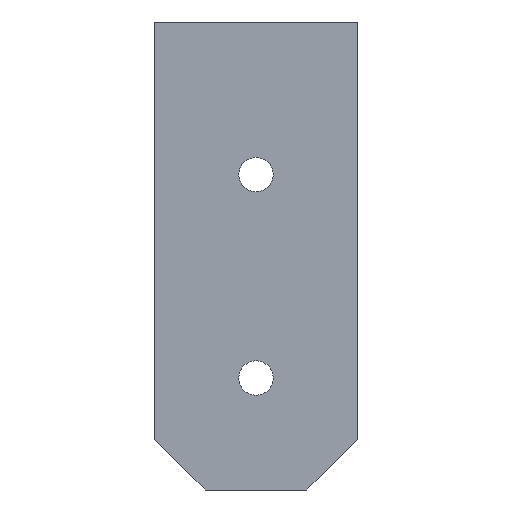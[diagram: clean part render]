
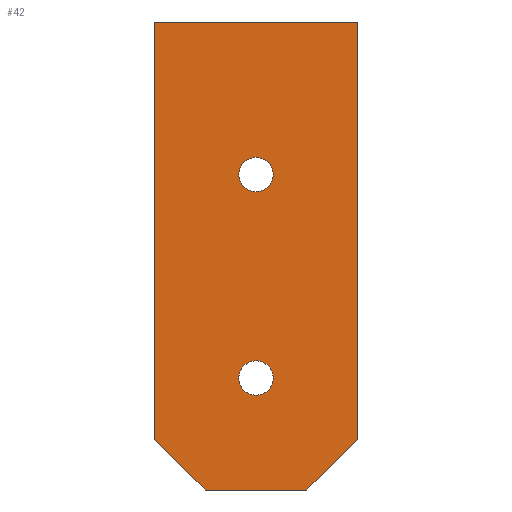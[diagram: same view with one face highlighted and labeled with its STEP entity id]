
A CAD part, front view. The second image highlights one B-rep face of the part: STEP entity #42.
In plain terms, the highlighted planar face has unit normal (0, -1, 0).
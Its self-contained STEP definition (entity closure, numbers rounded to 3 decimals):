
#42 = ADVANCED_FACE( '', ( #84, #85, #86 ), #87, .F. );
#84 = FACE_BOUND( '', #127, .T. );
#85 = FACE_BOUND( '', #128, .T. );
#86 = FACE_OUTER_BOUND( '', #129, .T. );
#87 = PLANE( '', #130 );
#127 = EDGE_LOOP( '', ( #181 ) );
#128 = EDGE_LOOP( '', ( #182 ) );
#129 = EDGE_LOOP( '', ( #183, #184, #185, #186, #187, #188 ) );
#130 = AXIS2_PLACEMENT_3D( '', #189, #190, #191 );
#181 = ORIENTED_EDGE( '', *, *, #235, .F. );
#182 = ORIENTED_EDGE( '', *, *, #252, .F. );
#183 = ORIENTED_EDGE( '', *, *, #240, .F. );
#184 = ORIENTED_EDGE( '', *, *, #248, .T. );
#185 = ORIENTED_EDGE( '', *, *, #253, .F. );
#186 = ORIENTED_EDGE( '', *, *, #245, .F. );
#187 = ORIENTED_EDGE( '', *, *, #254, .F. );
#188 = ORIENTED_EDGE( '', *, *, #255, .T. );
#189 = CARTESIAN_POINT( '', ( 0., -1.016, 0. ) );
#190 = DIRECTION( '', ( 0., 1., 0. ) );
#191 = DIRECTION( '', ( 0., 0., 1. ) );
#235 = EDGE_CURVE( '', #267, #267, #268, .F. );
#240 = EDGE_CURVE( '', #275, #277, #278, .T. );
#245 = EDGE_CURVE( '', #284, #286, #287, .T. );
#248 = EDGE_CURVE( '', #275, #290, #291, .F. );
#252 = EDGE_CURVE( '', #296, #296, #297, .F. );
#253 = EDGE_CURVE( '', #286, #290, #298, .T. );
#254 = EDGE_CURVE( '', #299, #284, #300, .T. );
#255 = EDGE_CURVE( '', #299, #277, #301, .F. );
#267 = VERTEX_POINT( '', #315 );
#268 = CIRCLE( '', #316, 2.146 );
#275 = VERTEX_POINT( '', #324 );
#277 = VERTEX_POINT( '', #327 );
#278 = LINE( '', #328, #329 );
#284 = VERTEX_POINT( '', #337 );
#286 = VERTEX_POINT( '', #340 );
#287 = LINE( '', #341, #342 );
#290 = VERTEX_POINT( '', #346 );
#291 = LINE( '', #347, #348 );
#296 = VERTEX_POINT( '', #355 );
#297 = CIRCLE( '', #356, 2.146 );
#298 = LINE( '', #357, #358 );
#299 = VERTEX_POINT( '', #359 );
#300 = LINE( '', #360, #361 );
#301 = LINE( '', #362, #363 );
#315 = CARTESIAN_POINT( '', ( 12.7, -1.016, 21.202 ) );
#316 = AXIS2_PLACEMENT_3D( '', #380, #381, #382 );
#324 = CARTESIAN_POINT( '', ( 19.05, -1.016, 5.08 ) );
#327 = CARTESIAN_POINT( '', ( 6.35, -1.016, 5.08 ) );
#328 = CARTESIAN_POINT( '', ( 25.4, -1.016, 5.08 ) );
#329 = VECTOR( '', #388, 1000. );
#337 = CARTESIAN_POINT( '', ( 0., -1.016, 63.5 ) );
#340 = CARTESIAN_POINT( '', ( 25.4, -1.016, 63.5 ) );
#341 = CARTESIAN_POINT( '', ( 0., -1.016, 63.5 ) );
#342 = VECTOR( '', #392, 1000. );
#346 = CARTESIAN_POINT( '', ( 25.4, -1.016, 11.43 ) );
#347 = CARTESIAN_POINT( '', ( 25.4, -1.016, 11.43 ) );
#348 = VECTOR( '', #394, 1000. );
#355 = CARTESIAN_POINT( '', ( 12.7, -1.016, 46.602 ) );
#356 = AXIS2_PLACEMENT_3D( '', #397, #398, #399 );
#357 = CARTESIAN_POINT( '', ( 25.4, -1.016, 63.5 ) );
#358 = VECTOR( '', #400, 1000. );
#359 = CARTESIAN_POINT( '', ( 0., -1.016, 11.43 ) );
#360 = CARTESIAN_POINT( '', ( 0., -1.016, 0. ) );
#361 = VECTOR( '', #401, 1000. );
#362 = CARTESIAN_POINT( '', ( 6.35, -1.016, 5.08 ) );
#363 = VECTOR( '', #402, 1000. );
#380 = CARTESIAN_POINT( '', ( 12.7, -1.016, 19.056 ) );
#381 = DIRECTION( '', ( 0., 1., 0. ) );
#382 = DIRECTION( '', ( 0., 0., 1. ) );
#388 = DIRECTION( '', ( -1., 0., 0. ) );
#392 = DIRECTION( '', ( 1., 0., 0. ) );
#394 = DIRECTION( '', ( -0.707, 0., -0.707 ) );
#397 = CARTESIAN_POINT( '', ( 12.7, -1.016, 44.456 ) );
#398 = DIRECTION( '', ( 0., 1., 0. ) );
#399 = DIRECTION( '', ( 0., 0., 1. ) );
#400 = DIRECTION( '', ( 0., 0., -1. ) );
#401 = DIRECTION( '', ( 0., 0., 1. ) );
#402 = DIRECTION( '', ( -0.707, 0., 0.707 ) );
